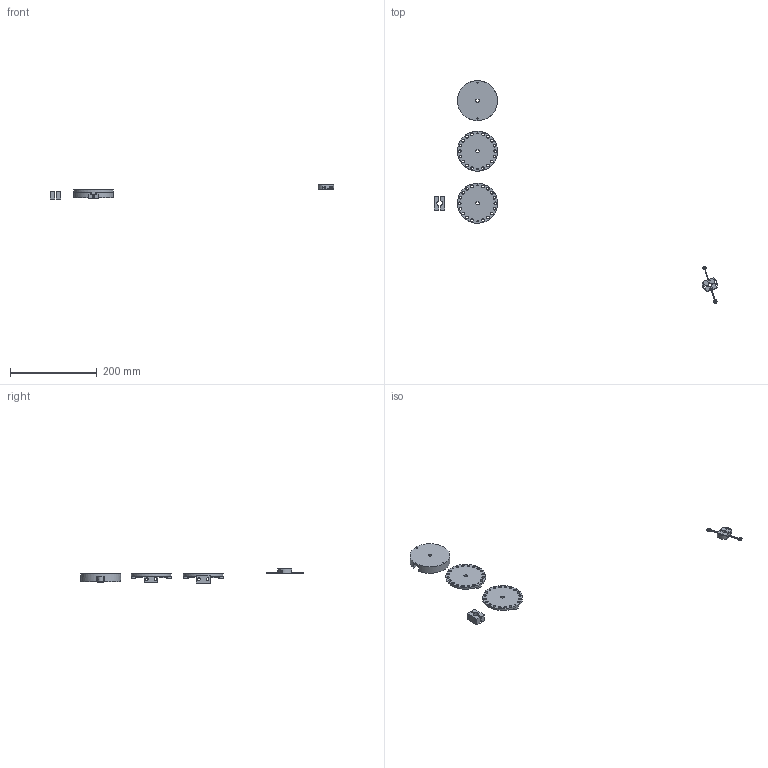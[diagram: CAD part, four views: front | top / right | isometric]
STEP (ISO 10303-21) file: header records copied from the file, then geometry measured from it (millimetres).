
FILE_DESCRIPTION(/* description */ (''),/* implementation_level */ '2;1');
FILE_NAME(/* name */ 'dec16shaftcouplerdec31_2025.step',/* time_stamp */ '2025-12-31T10:57:43-05:00',/* author */ (''),/* organization */ (''),/* preprocessor_version */ 'ST-DEVELOPER v20.1',/* originating_system */ 'Autodesk Translation Framework v14.21.0.0',/* authorisation */ '');
FILE_SCHEMA (('AUTOMOTIVE_DESIGN { 1 0 10303 214 3 1 1 }'));
Length unit declared in the file: millimetre
Products named in the file (1): dec16shaftcoupler
Bounding box: 653.3 x 513.82 x 32.32 mm (x, y, z)
Volume: 155761.8 mm3; surface area: 76212 mm2
Topology: 10 solids, 10 shells, 269 faces, 725 edges, 481 vertices
Faces by surface type: plane 135, cylinder 125, cone 9
Full cylindrical faces by diameter (mm): 2.7 x6, 3.2 x2, 4.25 x4, 6 x20, 6.1 x16, 8 x3, 12.455 x3, 92.208 x3
Entity records: 8802 total; most frequent: DIRECTION 1542, CARTESIAN_POINT 1502, ORIENTED_EDGE 1450, EDGE_CURVE 725, AXIS2_PLACEMENT_3D 559, VERTEX_POINT 481, LINE 424, VECTOR 424
